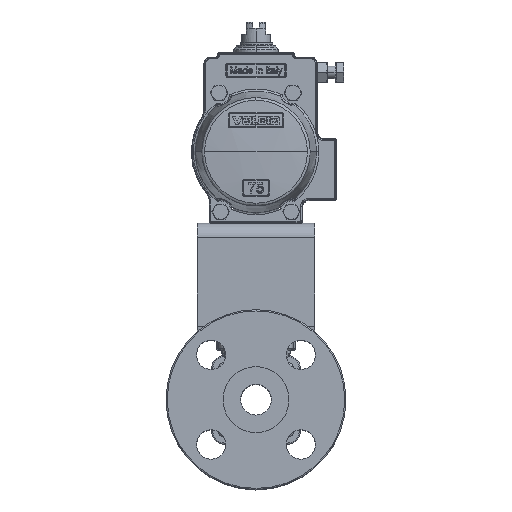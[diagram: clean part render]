
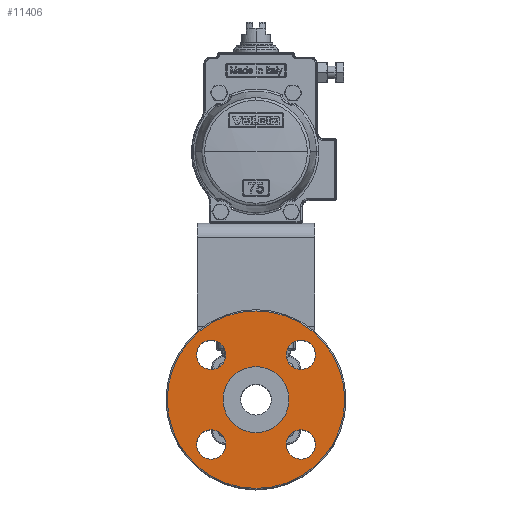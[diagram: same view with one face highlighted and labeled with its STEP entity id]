
A CAD part, top view. The second image highlights one B-rep face of the part: STEP entity #11406.
In plain terms, the highlighted planar face has unit normal (0, 0, 1).
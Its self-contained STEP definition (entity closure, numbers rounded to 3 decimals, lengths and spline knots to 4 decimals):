
#88 = DIRECTION ( 'NONE',  ( 1., 0., 0. ) ) ;
#156 = DIRECTION ( 'NONE',  ( 0., 0., 1. ) ) ;
#175 = CARTESIAN_POINT ( 'NONE',  ( 0., 0., 2.86 ) ) ;
#241 = AXIS2_PLACEMENT_3D ( 'NONE', #18913, #57168, #24387 ) ;
#1819 = VERTEX_POINT ( 'NONE', #32914 ) ;
#2842 = EDGE_LOOP ( 'NONE', ( #51357, #48847 ) ) ;
#4598 = CARTESIAN_POINT ( 'NONE',  ( -0.774, -1.149, 2.86 ) ) ;
#5548 = CARTESIAN_POINT ( 'NONE',  ( 0., 0., 2.86 ) ) ;
#5687 = FACE_OUTER_BOUND ( 'NONE', #2842, .T. ) ;
#7447 = FACE_BOUND ( 'NONE', #41441, .T. ) ;
#7917 = DIRECTION ( 'NONE',  ( 0., 0., 1. ) ) ;
#8423 = CARTESIAN_POINT ( 'NONE',  ( -1.149, 1.149, 2.86 ) ) ;
#8815 = DIRECTION ( 'NONE',  ( 0., 0., 1. ) ) ;
#9166 = FACE_BOUND ( 'NONE', #51549, .T. ) ;
#9460 = CIRCLE ( 'NONE', #22905, 2.2737 ) ;
#10879 = CIRCLE ( 'NONE', #61331, 0.375 ) ;
#11064 = DIRECTION ( 'NONE',  ( 1., 0., 0. ) ) ;
#11406 = ADVANCED_FACE ( 'NONE', ( #20185, #9166, #63775, #7447, #5687, #62053 ), #46008, .T. ) ;
#12011 = EDGE_CURVE ( 'NONE', #61807, #16835, #68845, .T. ) ;
#12219 = VERTEX_POINT ( 'NONE', #60099 ) ;
#12843 = ORIENTED_EDGE ( 'NONE', *, *, #12011, .F. ) ;
#13916 = DIRECTION ( 'NONE',  ( 0., 0., -1. ) ) ;
#14223 = EDGE_CURVE ( 'NONE', #67606, #1819, #57596, .T. ) ;
#15246 = CARTESIAN_POINT ( 'NONE',  ( 1.524, -1.149, 2.86 ) ) ;
#15709 = CARTESIAN_POINT ( 'NONE',  ( 1.149, -1.149, 2.86 ) ) ;
#16074 = EDGE_CURVE ( 'NONE', #39596, #12219, #20410, .T. ) ;
#16835 = VERTEX_POINT ( 'NONE', #35978 ) ;
#16998 = ORIENTED_EDGE ( 'NONE', *, *, #61047, .F. ) ;
#17913 = DIRECTION ( 'NONE',  ( 0., 0., 1. ) ) ;
#18076 = DIRECTION ( 'NONE',  ( 0., -1., 0. ) ) ;
#18144 = DIRECTION ( 'NONE',  ( 0., 0., 1. ) ) ;
#18305 = CARTESIAN_POINT ( 'NONE',  ( 1.149, -1.149, 2.86 ) ) ;
#18913 = CARTESIAN_POINT ( 'NONE',  ( -1.149, 1.149, 2.86 ) ) ;
#20185 = FACE_BOUND ( 'NONE', #52328, .T. ) ;
#20410 = CIRCLE ( 'NONE', #40348, 0.375 ) ;
#20679 = VERTEX_POINT ( 'NONE', #33937 ) ;
#21194 = DIRECTION ( 'NONE',  ( 0., -1., 0. ) ) ;
#22905 = AXIS2_PLACEMENT_3D ( 'NONE', #5548, #43823, #11064 ) ;
#23184 = CARTESIAN_POINT ( 'NONE',  ( -1.524, -1.149, 2.86 ) ) ;
#23466 = DIRECTION ( 'NONE',  ( 0., 0., 1. ) ) ;
#23560 = AXIS2_PLACEMENT_3D ( 'NONE', #18305, #18144, #18076 ) ;
#23744 = CIRCLE ( 'NONE', #33870, 0.375 ) ;
#24387 = DIRECTION ( 'NONE',  ( 0., 1., 0. ) ) ;
#25607 = DIRECTION ( 'NONE',  ( 0., 1., 0. ) ) ;
#26368 = CARTESIAN_POINT ( 'NONE',  ( 0., 0., 2.86 ) ) ;
#27485 = ORIENTED_EDGE ( 'NONE', *, *, #47189, .T. ) ;
#28200 = AXIS2_PLACEMENT_3D ( 'NONE', #40679, #7917, #46122 ) ;
#29223 = AXIS2_PLACEMENT_3D ( 'NONE', #46672, #13916, #52156 ) ;
#29832 = CIRCLE ( 'NONE', #29223, 0.845 ) ;
#31923 = DIRECTION ( 'NONE',  ( -1., 0., 0. ) ) ;
#32914 = CARTESIAN_POINT ( 'NONE',  ( -2.2737, 0., 2.86 ) ) ;
#33870 = AXIS2_PLACEMENT_3D ( 'NONE', #15709, #53963, #21194 ) ;
#33937 = CARTESIAN_POINT ( 'NONE',  ( -0.845, 0., 2.86 ) ) ;
#34142 = CIRCLE ( 'NONE', #35174, 0.375 ) ;
#34185 = EDGE_CURVE ( 'NONE', #12219, #39596, #44675, .T. ) ;
#34228 = VERTEX_POINT ( 'NONE', #68103 ) ;
#34702 = EDGE_CURVE ( 'NONE', #43742, #46322, #56561, .T. ) ;
#35174 = AXIS2_PLACEMENT_3D ( 'NONE', #41573, #8815, #46989 ) ;
#35978 = CARTESIAN_POINT ( 'NONE',  ( 0.774, -1.149, 2.86 ) ) ;
#36695 = ORIENTED_EDGE ( 'NONE', *, *, #16074, .F. ) ;
#36856 = AXIS2_PLACEMENT_3D ( 'NONE', #50690, #17913, #56159 ) ;
#37522 = AXIS2_PLACEMENT_3D ( 'NONE', #175, #156, #88 ) ;
#37689 = ORIENTED_EDGE ( 'NONE', *, *, #56816, .F. ) ;
#39596 = VERTEX_POINT ( 'NONE', #53493 ) ;
#40348 = AXIS2_PLACEMENT_3D ( 'NONE', #8423, #62636, #25607 ) ;
#40679 = CARTESIAN_POINT ( 'NONE',  ( 1.149, 1.149, 2.86 ) ) ;
#41094 = EDGE_CURVE ( 'NONE', #1819, #67606, #9460, .T. ) ;
#41441 = EDGE_LOOP ( 'NONE', ( #55510, #59872 ) ) ;
#41573 = CARTESIAN_POINT ( 'NONE',  ( -1.149, -1.149, 2.86 ) ) ;
#42860 = EDGE_CURVE ( 'NONE', #46322, #43742, #53710, .T. ) ;
#43558 = CARTESIAN_POINT ( 'NONE',  ( 2.2737, 0., 2.86 ) ) ;
#43742 = VERTEX_POINT ( 'NONE', #62457 ) ;
#43806 = EDGE_LOOP ( 'NONE', ( #12843, #66646 ) ) ;
#43823 = DIRECTION ( 'NONE',  ( 0., 0., 1. ) ) ;
#44675 = CIRCLE ( 'NONE', #241, 0.375 ) ;
#45457 = DIRECTION ( 'NONE',  ( 1., 0., 0. ) ) ;
#45478 = DIRECTION ( 'NONE',  ( 0., 0., 1. ) ) ;
#45546 = CARTESIAN_POINT ( 'NONE',  ( 0., 0.845, 2.86 ) ) ;
#46008 = PLANE ( 'NONE',  #64298 ) ;
#46122 = DIRECTION ( 'NONE',  ( 1., 0., 0. ) ) ;
#46322 = VERTEX_POINT ( 'NONE', #47539 ) ;
#46672 = CARTESIAN_POINT ( 'NONE',  ( 0., 0., 2.86 ) ) ;
#46989 = DIRECTION ( 'NONE',  ( -1., 0., 0. ) ) ;
#47042 = AXIS2_PLACEMENT_3D ( 'NONE', #26368, #64546, #31923 ) ;
#47189 = EDGE_CURVE ( 'NONE', #34228, #20679, #61079, .T. ) ;
#47539 = CARTESIAN_POINT ( 'NONE',  ( 1.524, 1.149, 2.86 ) ) ;
#48652 = ORIENTED_EDGE ( 'NONE', *, *, #34185, .F. ) ;
#48847 = ORIENTED_EDGE ( 'NONE', *, *, #41094, .T. ) ;
#50659 = EDGE_LOOP ( 'NONE', ( #59114, #27485 ) ) ;
#50690 = CARTESIAN_POINT ( 'NONE',  ( 1.149, 1.149, 2.86 ) ) ;
#51357 = ORIENTED_EDGE ( 'NONE', *, *, #14223, .T. ) ;
#51549 = EDGE_LOOP ( 'NONE', ( #16998, #37689 ) ) ;
#52156 = DIRECTION ( 'NONE',  ( -1., 0., 0. ) ) ;
#52328 = EDGE_LOOP ( 'NONE', ( #36695, #48652 ) ) ;
#53493 = CARTESIAN_POINT ( 'NONE',  ( -0.774, 1.149, 2.86 ) ) ;
#53710 = CIRCLE ( 'NONE', #36856, 0.375 ) ;
#53963 = DIRECTION ( 'NONE',  ( 0., 0., 1. ) ) ;
#55510 = ORIENTED_EDGE ( 'NONE', *, *, #42860, .F. ) ;
#56159 = DIRECTION ( 'NONE',  ( 1., 0., 0. ) ) ;
#56225 = CARTESIAN_POINT ( 'NONE',  ( -1.149, -1.149, 2.86 ) ) ;
#56561 = CIRCLE ( 'NONE', #28200, 0.375 ) ;
#56816 = EDGE_CURVE ( 'NONE', #62498, #57520, #34142, .T. ) ;
#57168 = DIRECTION ( 'NONE',  ( 0., 0., 1. ) ) ;
#57520 = VERTEX_POINT ( 'NONE', #4598 ) ;
#57596 = CIRCLE ( 'NONE', #37522, 2.2737 ) ;
#59114 = ORIENTED_EDGE ( 'NONE', *, *, #59133, .T. ) ;
#59133 = EDGE_CURVE ( 'NONE', #20679, #34228, #29832, .T. ) ;
#59769 = EDGE_CURVE ( 'NONE', #16835, #61807, #23744, .T. ) ;
#59872 = ORIENTED_EDGE ( 'NONE', *, *, #34702, .F. ) ;
#60099 = CARTESIAN_POINT ( 'NONE',  ( -1.524, 1.149, 2.86 ) ) ;
#61047 = EDGE_CURVE ( 'NONE', #57520, #62498, #10879, .T. ) ;
#61079 = CIRCLE ( 'NONE', #47042, 0.845 ) ;
#61331 = AXIS2_PLACEMENT_3D ( 'NONE', #56225, #23466, #61717 ) ;
#61717 = DIRECTION ( 'NONE',  ( -1., 0., 0. ) ) ;
#61807 = VERTEX_POINT ( 'NONE', #15246 ) ;
#62053 = FACE_BOUND ( 'NONE', #50659, .T. ) ;
#62457 = CARTESIAN_POINT ( 'NONE',  ( 0.774, 1.149, 2.86 ) ) ;
#62498 = VERTEX_POINT ( 'NONE', #23184 ) ;
#62636 = DIRECTION ( 'NONE',  ( 0., 0., 1. ) ) ;
#63775 = FACE_BOUND ( 'NONE', #43806, .T. ) ;
#64298 = AXIS2_PLACEMENT_3D ( 'NONE', #45546, #45478, #45457 ) ;
#64546 = DIRECTION ( 'NONE',  ( 0., 0., -1. ) ) ;
#66646 = ORIENTED_EDGE ( 'NONE', *, *, #59769, .F. ) ;
#67606 = VERTEX_POINT ( 'NONE', #43558 ) ;
#68103 = CARTESIAN_POINT ( 'NONE',  ( 0.845, 0., 2.86 ) ) ;
#68845 = CIRCLE ( 'NONE', #23560, 0.375 ) ;
